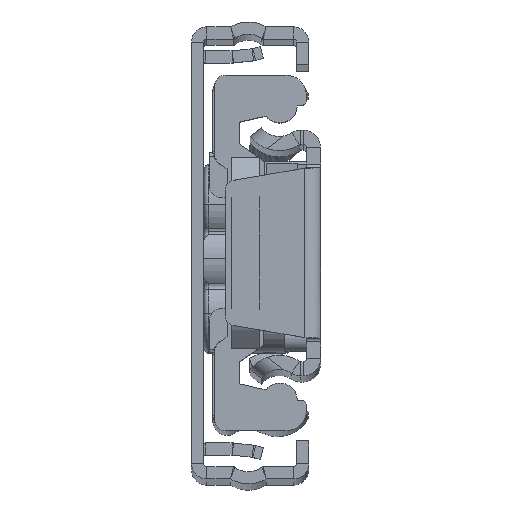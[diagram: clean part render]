
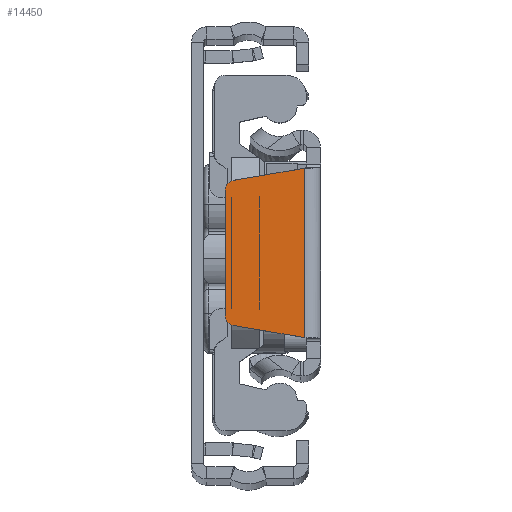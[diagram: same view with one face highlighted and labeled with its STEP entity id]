
A CAD part, top view. The second image highlights one B-rep face of the part: STEP entity #14450.
In plain terms, the highlighted planar face has unit normal (0, 0, 1).
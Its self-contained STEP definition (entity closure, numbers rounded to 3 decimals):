
#440 = EDGE_CURVE ( 'NONE', #1556, #19272, #13664, .T. ) ;
#1364 = DIRECTION ( 'NONE',  ( -1., 0., 0. ) ) ;
#1556 = VERTEX_POINT ( 'NONE', #13702 ) ;
#1621 = CARTESIAN_POINT ( 'NONE',  ( -8.4, 6.156, 0. ) ) ;
#1649 = PLANE ( 'NONE',  #3962 ) ;
#2513 = DIRECTION ( 'NONE',  ( 0., 1., 0. ) ) ;
#2646 = DIRECTION ( 'NONE',  ( 0.986, 0.168, 0. ) ) ;
#2897 = EDGE_CURVE ( 'NONE', #8944, #13381, #20275, .T. ) ;
#3123 = CARTESIAN_POINT ( 'NONE',  ( -8.4, -6.156, 0. ) ) ;
#3516 = VECTOR ( 'NONE', #2646, 1000. ) ;
#3962 = AXIS2_PLACEMENT_3D ( 'NONE', #15977, #7974, #8087 ) ;
#4257 = DIRECTION ( 'NONE',  ( -0.986, 0.168, 0. ) ) ;
#4985 = ORIENTED_EDGE ( 'NONE', *, *, #9357, .F. ) ;
#5440 = CARTESIAN_POINT ( 'NONE',  ( -1.6, -8.333, 0. ) ) ;
#5825 = CARTESIAN_POINT ( 'NONE',  ( -8.568, -7.142, 0. ) ) ;
#6148 = EDGE_CURVE ( 'NONE', #13381, #1556, #11071, .T. ) ;
#6497 = FACE_OUTER_BOUND ( 'NONE', #17015, .T. ) ;
#6610 = VECTOR ( 'NONE', #18242, 1000. ) ;
#6656 = LINE ( 'NONE', #17916, #6610 ) ;
#6681 = CARTESIAN_POINT ( 'NONE',  ( -8.568, 7.142, 0. ) ) ;
#7301 = AXIS2_PLACEMENT_3D ( 'NONE', #1621, #14454, #17918 ) ;
#7871 = CARTESIAN_POINT ( 'NONE',  ( -9.4, 6.156, 0. ) ) ;
#7923 = VERTEX_POINT ( 'NONE', #6681 ) ;
#7969 = VECTOR ( 'NONE', #4257, 1000. ) ;
#7974 = DIRECTION ( 'NONE',  ( 0., 0., -1. ) ) ;
#8087 = DIRECTION ( 'NONE',  ( -1., 0., 0. ) ) ;
#8902 = ORIENTED_EDGE ( 'NONE', *, *, #12529, .F. ) ;
#8944 = VERTEX_POINT ( 'NONE', #5440 ) ;
#9357 = EDGE_CURVE ( 'NONE', #7923, #19994, #20338, .T. ) ;
#10415 = AXIS2_PLACEMENT_3D ( 'NONE', #3123, #12805, #1364 ) ;
#10959 = ORIENTED_EDGE ( 'NONE', *, *, #440, .F. ) ;
#11071 = CIRCLE ( 'NONE', #10415, 1. ) ;
#12091 = CARTESIAN_POINT ( 'NONE',  ( -9.4, 6.156, 0. ) ) ;
#12529 = EDGE_CURVE ( 'NONE', #19994, #8944, #6656, .T. ) ;
#12554 = ORIENTED_EDGE ( 'NONE', *, *, #2897, .F. ) ;
#12805 = DIRECTION ( 'NONE',  ( 0., 0., -1. ) ) ;
#12863 = CARTESIAN_POINT ( 'NONE',  ( -1.6, 8.333, 0. ) ) ;
#13381 = VERTEX_POINT ( 'NONE', #16616 ) ;
#13664 = LINE ( 'NONE', #12091, #16521 ) ;
#13702 = CARTESIAN_POINT ( 'NONE',  ( -9.4, -6.156, 0. ) ) ;
#14300 = EDGE_CURVE ( 'NONE', #19272, #7923, #20428, .T. ) ;
#14450 = ADVANCED_FACE ( 'NONE', ( #6497 ), #1649, .F. ) ;
#14454 = DIRECTION ( 'NONE',  ( 0., 0., -1. ) ) ;
#14880 = ORIENTED_EDGE ( 'NONE', *, *, #14300, .F. ) ;
#15977 = CARTESIAN_POINT ( 'NONE',  ( -8.4, 6.156, 0. ) ) ;
#16277 = ORIENTED_EDGE ( 'NONE', *, *, #6148, .F. ) ;
#16521 = VECTOR ( 'NONE', #2513, 1000. ) ;
#16616 = CARTESIAN_POINT ( 'NONE',  ( -8.568, -7.142, 0. ) ) ;
#17015 = EDGE_LOOP ( 'NONE', ( #8902, #4985, #14880, #10959, #16277, #12554 ) ) ;
#17062 = CARTESIAN_POINT ( 'NONE',  ( -1.5, 8.35, 0. ) ) ;
#17916 = CARTESIAN_POINT ( 'NONE',  ( -1.6, -8.333, 0. ) ) ;
#17918 = DIRECTION ( 'NONE',  ( -1., 0., 0. ) ) ;
#18242 = DIRECTION ( 'NONE',  ( 0., -1., 0. ) ) ;
#19272 = VERTEX_POINT ( 'NONE', #7871 ) ;
#19994 = VERTEX_POINT ( 'NONE', #12863 ) ;
#20275 = LINE ( 'NONE', #5825, #7969 ) ;
#20338 = LINE ( 'NONE', #17062, #3516 ) ;
#20428 = CIRCLE ( 'NONE', #7301, 1. ) ;
